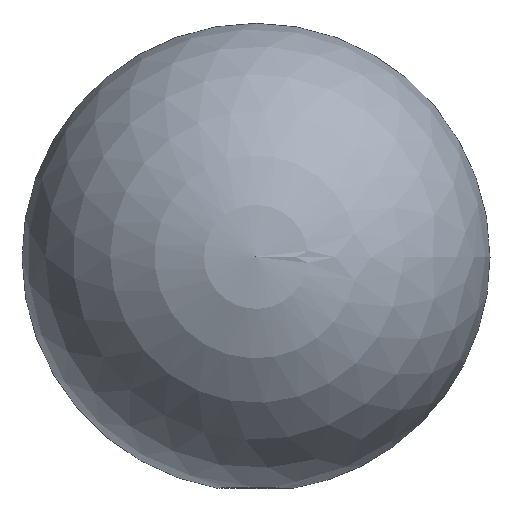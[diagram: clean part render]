
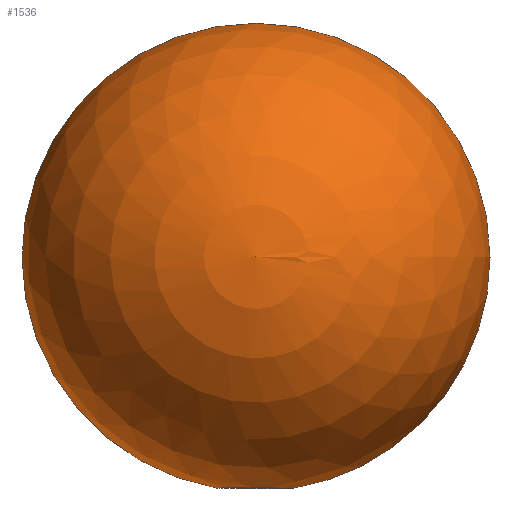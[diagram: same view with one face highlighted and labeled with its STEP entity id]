
A CAD part, top view. The second image highlights one B-rep face of the part: STEP entity #1536.
In plain terms, the highlighted spherical face has radius 20 mm.
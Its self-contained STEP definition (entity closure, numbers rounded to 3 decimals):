
#44 = CARTESIAN_POINT ( 'NONE',  ( -2.03, -19.684, 2.902 ) ) ;
#165 = CARTESIAN_POINT ( 'NONE',  ( 0., 0., 0. ) ) ;
#190 = AXIS2_PLACEMENT_3D ( 'NONE', #165, #2656, #2427 ) ;
#191 = VERTEX_POINT ( 'NONE', #734 ) ;
#196 = AXIS2_PLACEMENT_3D ( 'NONE', #1627, #1218, #2050 ) ;
#233 = CARTESIAN_POINT ( 'NONE',  ( -2.443, -19.69, 2.535 ) ) ;
#251 = EDGE_CURVE ( 'NONE', #191, #1085, #1396, .T. ) ;
#346 = CARTESIAN_POINT ( 'NONE',  ( 0.617, -19.684, 3.487 ) ) ;
#519 = CARTESIAN_POINT ( 'NONE',  ( 3.027, -19.767, 0.382 ) ) ;
#534 = CARTESIAN_POINT ( 'NONE',  ( 1.324, -19.7, 3.195 ) ) ;
#550 = CARTESIAN_POINT ( 'NONE',  ( 1.949, -19.715, 2.747 ) ) ;
#564 = CARTESIAN_POINT ( 'NONE',  ( 2.218, -19.723, 2.477 ) ) ;
#596 = SPHERICAL_SURFACE ( 'NONE', #196, 20. ) ;
#700 = CARTESIAN_POINT ( 'NONE',  ( 1.49, -19.704, 3.096 ) ) ;
#715 = CARTESIAN_POINT ( 'NONE',  ( 2.879, -19.748, 1.324 ) ) ;
#734 = CARTESIAN_POINT ( 'NONE',  ( 3., -19.774, 0. ) ) ;
#742 = CARTESIAN_POINT ( 'NONE',  ( 2.816, -19.745, 1.504 ) ) ;
#762 = CARTESIAN_POINT ( 'NONE',  ( 0.158, -19.684, 3.568 ) ) ;
#849 = CARTESIAN_POINT ( 'NONE',  ( -2.929, -19.698, 1.862 ) ) ;
#926 = EDGE_CURVE ( 'NONE', #1382, #1647, #2592, .T. ) ;
#961 = CARTESIAN_POINT ( 'NONE',  ( 3., -19.774, 0. ) ) ;
#976 = CARTESIAN_POINT ( 'NONE',  ( -1.211, -19.684, 3.336 ) ) ;
#1046 = CARTESIAN_POINT ( 'NONE',  ( -2.783, -19.695, 2.102 ) ) ;
#1077 = EDGE_CURVE ( 'NONE', #191, #1382, #1121, .T. ) ;
#1085 = VERTEX_POINT ( 'NONE', #1583 ) ;
#1121 = B_SPLINE_CURVE_WITH_KNOTS ( 'NONE', 3,
 ( #961, #1388, #519, #1568, #2389, #715, #742, #2405, #1789, #1370, #564, #550, #1940, #700, #534, #2359, #1762, #346 ),
 .UNSPECIFIED., .F., .F.,
 ( 4, 2, 2, 2, 2, 2, 2, 2, 4 ),
 ( 0., 0.001, 0.001, 0.002, 0.002, 0.003, 0.003, 0.004, 0.005 ),
 .UNSPECIFIED. ) ;
#1138 = CIRCLE ( 'NONE', #2658, 20. ) ;
#1198 = ORIENTED_EDGE ( 'NONE', *, *, #2091, .F. ) ;
#1209 = ORIENTED_EDGE ( 'NONE', *, *, #1077, .F. ) ;
#1218 = DIRECTION ( 'NONE',  ( 0., 0., -1. ) ) ;
#1226 = VERTEX_POINT ( 'NONE', #1803 ) ;
#1264 = ORIENTED_EDGE ( 'NONE', *, *, #251, .T. ) ;
#1279 = CARTESIAN_POINT ( 'NONE',  ( -3.339, -19.719, 0. ) ) ;
#1361 = CARTESIAN_POINT ( 'NONE',  ( -0.312, -19.684, 3.558 ) ) ;
#1370 = CARTESIAN_POINT ( 'NONE',  ( 2.341, -19.726, 2.331 ) ) ;
#1382 = VERTEX_POINT ( 'NONE', #2232 ) ;
#1388 = CARTESIAN_POINT ( 'NONE',  ( 3.023, -19.77, 0.192 ) ) ;
#1396 = CIRCLE ( 'NONE', #190, 20. ) ;
#1536 = ADVANCED_FACE ( 'NONE', ( #1838 ), #596, .T. ) ;
#1568 = CARTESIAN_POINT ( 'NONE',  ( 3.003, -19.76, 0.762 ) ) ;
#1581 = ORIENTED_EDGE ( 'NONE', *, *, #2469, .F. ) ;
#1583 = CARTESIAN_POINT ( 'NONE',  ( 0., 20., 0. ) ) ;
#1604 = CARTESIAN_POINT ( 'NONE',  ( -0.991, -19.684, 3.408 ) ) ;
#1627 = CARTESIAN_POINT ( 'NONE',  ( 0., 0., 0. ) ) ;
#1647 = VERTEX_POINT ( 'NONE', #2414 ) ;
#1691 = CARTESIAN_POINT ( 'NONE',  ( -3.339, -19.714, 0.55 ) ) ;
#1704 = CARTESIAN_POINT ( 'NONE',  ( -3.239, -19.708, 1.096 ) ) ;
#1762 = CARTESIAN_POINT ( 'NONE',  ( 0.801, -19.688, 3.432 ) ) ;
#1789 = CARTESIAN_POINT ( 'NONE',  ( 2.561, -19.733, 2.018 ) ) ;
#1803 = CARTESIAN_POINT ( 'NONE',  ( -3.339, -19.719, 0. ) ) ;
#1838 = FACE_OUTER_BOUND ( 'NONE', #1879, .T. ) ;
#1879 = EDGE_LOOP ( 'NONE', ( #1581, #1198, #2248, #1209, #1264 ) ) ;
#1940 = CARTESIAN_POINT ( 'NONE',  ( 1.802, -19.711, 2.873 ) ) ;
#1978 = B_SPLINE_CURVE_WITH_KNOTS ( 'NONE', 3,
 ( #44, #2079, #233, #1046, #849, #2300, #1704, #1691, #2509, #1279 ),
 .UNSPECIFIED., .F., .F.,
 ( 4, 2, 2, 2, 4 ),
 ( 0., 0.001, 0.002, 0.002, 0.003 ),
 .UNSPECIFIED. ) ;
#1994 = CARTESIAN_POINT ( 'NONE',  ( 0., 0., 0. ) ) ;
#2050 = DIRECTION ( 'NONE',  ( 1., 0., 0. ) ) ;
#2079 = CARTESIAN_POINT ( 'NONE',  ( -2.248, -19.687, 2.729 ) ) ;
#2091 = EDGE_CURVE ( 'NONE', #1647, #1226, #1978, .T. ) ;
#2187 = CARTESIAN_POINT ( 'NONE',  ( -1.635, -19.684, 3.15 ) ) ;
#2213 = CARTESIAN_POINT ( 'NONE',  ( -1.839, -19.684, 3.035 ) ) ;
#2232 = CARTESIAN_POINT ( 'NONE',  ( 0.617, -19.684, 3.487 ) ) ;
#2248 = ORIENTED_EDGE ( 'NONE', *, *, #926, .F. ) ;
#2300 = CARTESIAN_POINT ( 'NONE',  ( -3.156, -19.704, 1.361 ) ) ;
#2359 = CARTESIAN_POINT ( 'NONE',  ( 0.98, -19.692, 3.363 ) ) ;
#2389 = CARTESIAN_POINT ( 'NONE',  ( 2.973, -19.756, 0.952 ) ) ;
#2405 = CARTESIAN_POINT ( 'NONE',  ( 2.657, -19.737, 1.85 ) ) ;
#2414 = CARTESIAN_POINT ( 'NONE',  ( -2.03, -19.684, 2.902 ) ) ;
#2427 = DIRECTION ( 'NONE',  ( 1., 0., 0. ) ) ;
#2433 = DIRECTION ( 'NONE',  ( 0., 0., -1. ) ) ;
#2437 = CARTESIAN_POINT ( 'NONE',  ( 0.617, -19.684, 3.487 ) ) ;
#2459 = DIRECTION ( 'NONE',  ( -1., 0., 0. ) ) ;
#2469 = EDGE_CURVE ( 'NONE', #1226, #1085, #1138, .T. ) ;
#2509 = CARTESIAN_POINT ( 'NONE',  ( -3.355, -19.717, 0.276 ) ) ;
#2592 = B_SPLINE_CURVE_WITH_KNOTS ( 'NONE', 3,
 ( #2437, #762, #1361, #1604, #976, #2187, #2213, #2642 ),
 .UNSPECIFIED., .F., .F.,
 ( 4, 2, 2, 4 ),
 ( 0., 0.001, 0.002, 0.003 ),
 .UNSPECIFIED. ) ;
#2642 = CARTESIAN_POINT ( 'NONE',  ( -2.03, -19.684, 2.902 ) ) ;
#2656 = DIRECTION ( 'NONE',  ( 0., 0., 1. ) ) ;
#2658 = AXIS2_PLACEMENT_3D ( 'NONE', #1994, #2433, #2459 ) ;
